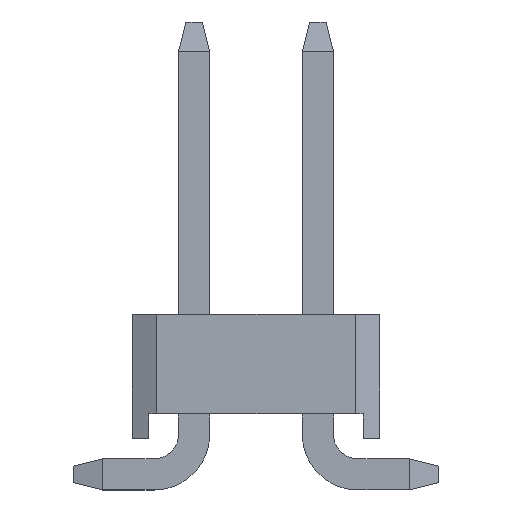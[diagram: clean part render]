
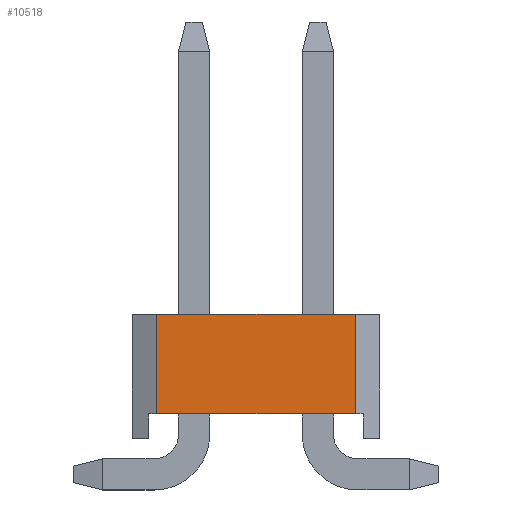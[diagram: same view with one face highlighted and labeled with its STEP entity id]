
A CAD part, front view. The second image highlights one B-rep face of the part: STEP entity #10518.
In plain terms, the highlighted face is planar.
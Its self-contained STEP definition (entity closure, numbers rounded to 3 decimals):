
#668=ORIENTED_EDGE('',*,*,#2623,.F.);
#669=ORIENTED_EDGE('',*,*,#2310,.T.);
#670=ORIENTED_EDGE('',*,*,#2649,.T.);
#671=ORIENTED_EDGE('',*,*,#2519,.T.);
#2310=EDGE_CURVE('',#3389,#3388,#4064,.T.);
#2519=EDGE_CURVE('',#3574,#3573,#4273,.T.);
#2623=EDGE_CURVE('',#3389,#3573,#4377,.T.);
#2649=EDGE_CURVE('',#3388,#3574,#4403,.T.);
#3388=VERTEX_POINT('',#13492);
#3389=VERTEX_POINT('',#13494);
#3573=VERTEX_POINT('',#13911);
#3574=VERTEX_POINT('',#13913);
#4064=LINE('',#13493,#5078);
#4273=LINE('',#13912,#5287);
#4377=LINE('',#14104,#5391);
#4403=LINE('',#14146,#5417);
#5078=VECTOR('',#11450,1000.);
#5287=VECTOR('',#11709,1000.);
#5391=VECTOR('',#11845,1000.);
#5417=VECTOR('',#11903,1000.);
#6156=EDGE_LOOP('',(#668,#669,#670,#671));
#6624=FACE_BOUND('',#6156,.T.);
#7060=PLANE('',#10961);
#10518=ADVANCED_FACE('',(#6624),#7060,.T.);
#10961=AXIS2_PLACEMENT_3D('',#14147,#11904,#11905);
#11450=DIRECTION('',(0.,-1.,0.));
#11709=DIRECTION('',(0.,1.,0.));
#11845=DIRECTION('',(0.,0.,1.));
#11903=DIRECTION('',(0.,0.,1.));
#11904=DIRECTION('',(-1.,0.,0.));
#11905=DIRECTION('',(0.,0.,1.));
#13492=CARTESIAN_POINT('',(-10.16,-2.04,-0.77));
#13493=CARTESIAN_POINT('',(-10.16,-2.54,-0.77));
#13494=CARTESIAN_POINT('',(-10.16,2.04,-0.77));
#13911=CARTESIAN_POINT('',(-10.16,2.04,1.27));
#13912=CARTESIAN_POINT('',(-10.16,-2.54,1.27));
#13913=CARTESIAN_POINT('',(-10.16,-2.04,1.27));
#14104=CARTESIAN_POINT('',(-10.16,2.04,-20.07));
#14146=CARTESIAN_POINT('',(-10.16,-2.04,-20.07));
#14147=CARTESIAN_POINT('',(-10.16,-2.54,-1.27));
